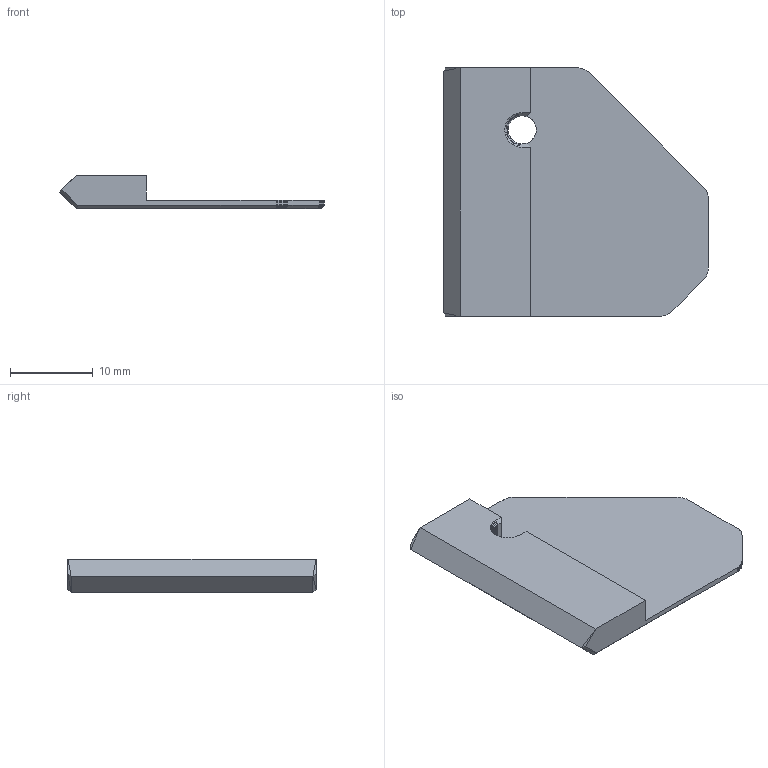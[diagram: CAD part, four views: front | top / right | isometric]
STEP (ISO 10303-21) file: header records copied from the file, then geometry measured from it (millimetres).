
FILE_DESCRIPTION(('FreeCAD Model'),'2;1');
FILE_NAME('./VORON-0/STLs/VORON0.0/V0_Panel_Mounting/For_2mm_Panels/2mm_Bottom_Corner_Rear_mirror_x1.step','2020-04-30T22:40:33',('FreeCAD'),('FreeCAD' ),'Open CASCADE STEP processor 7.3','FreeCAD','Unknown');
FILE_SCHEMA(('AUTOMOTIVE_DESIGN { 1 0 10303 214 1 1 1 1 }'));
Length unit declared in the file: millimetre
Products named in the file (1): Open CASCADE STEP translator 7.3 1
Bounding box: 32 x 30 x 4 mm (x, y, z)
Surface area: 1925.1 mm2 (no closed solid volume)
Topology: 0 solids, 1 shells, 456 faces, 865 edges, 410 vertices
Faces by surface type: plane 456
Entity records: 10543 total; most frequent: DIRECTION 1779, CARTESIAN_POINT 1732, ORIENTED_EDGE 1730, EDGE_CURVE 865, LINE 865, VECTOR 865, AXIS2_PLACEMENT_3D 457, FACE_BOUND 457
